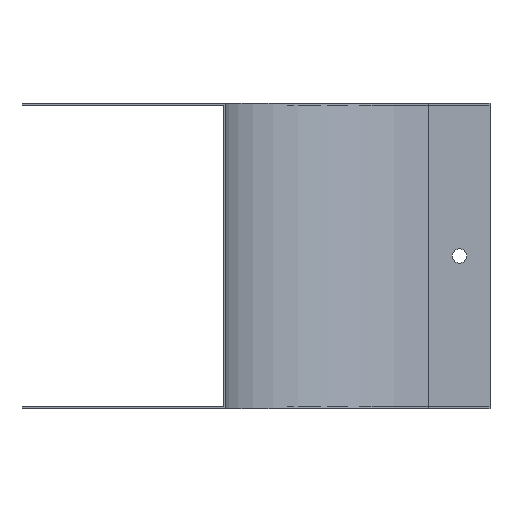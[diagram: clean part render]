
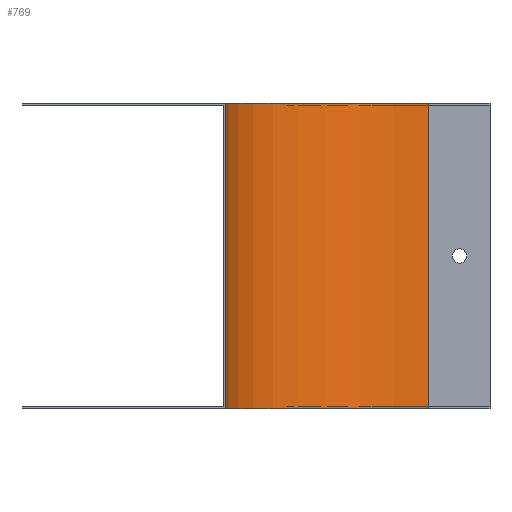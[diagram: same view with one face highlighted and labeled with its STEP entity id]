
A CAD part, front view. The second image highlights one B-rep face of the part: STEP entity #769.
In plain terms, the highlighted cylindrical face has radius 100 mm (diameter 200 mm), a partial arc.
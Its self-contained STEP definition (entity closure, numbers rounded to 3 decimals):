
#227 = DIRECTION ( 'NONE',  ( -1., 0., 0. ) ) ;
#232 = DIRECTION ( 'NONE',  ( 0., 0., -1. ) ) ;
#234 = CARTESIAN_POINT ( 'NONE',  ( 200., 30., 0.8 ) ) ;
#324 = CARTESIAN_POINT ( 'NONE',  ( 200., 130., 0.8 ) ) ;
#325 = CARTESIAN_POINT ( 'NONE',  ( 200., 130., -149.2 ) ) ;
#357 = CARTESIAN_POINT ( 'NONE',  ( 100., 30., -149.2 ) ) ;
#359 = CARTESIAN_POINT ( 'NONE',  ( 100., 30., 0.8 ) ) ;
#391 = CARTESIAN_POINT ( 'NONE',  ( 200., 30., 0.8 ) ) ;
#392 = DIRECTION ( 'NONE',  ( 0., 0., -1. ) ) ;
#393 = DIRECTION ( 'NONE',  ( 1., 0., 0. ) ) ;
#396 = EDGE_CURVE ( 'NONE', #1632, #1633, #1668, .T. ) ;
#716 = EDGE_LOOP ( 'NONE', ( #735, #734, #733, #732 ) ) ;
#732 = ORIENTED_EDGE ( 'NONE', *, *, #1806, .F. ) ;
#733 = ORIENTED_EDGE ( 'NONE', *, *, #396, .F. ) ;
#734 = ORIENTED_EDGE ( 'NONE', *, *, #1817, .T. ) ;
#735 = ORIENTED_EDGE ( 'NONE', *, *, #897, .T. ) ;
#769 = ADVANCED_FACE ( 'NONE', ( #1074 ), #1078, .F. ) ;
#790 = CARTESIAN_POINT ( 'NONE',  ( 100., 30., 0.8 ) ) ;
#791 = DIRECTION ( 'NONE',  ( 0., 0., -1. ) ) ;
#897 = EDGE_CURVE ( 'NONE', #1667, #1665, #1106, .T. ) ;
#925 = CARTESIAN_POINT ( 'NONE',  ( 200., 30., -149.2 ) ) ;
#926 = DIRECTION ( 'NONE',  ( 0., 0., -1. ) ) ;
#927 = DIRECTION ( 'NONE',  ( 1., 0., 0. ) ) ;
#1074 = FACE_OUTER_BOUND ( 'NONE', #716, .T. ) ;
#1078 = CYLINDRICAL_SURFACE ( 'NONE', #1453, 100. ) ;
#1106 = LINE ( 'NONE', #790, #1108 ) ;
#1108 = VECTOR ( 'NONE', #791, 1000. ) ;
#1347 = CIRCLE ( 'NONE', #1438, 100. ) ;
#1365 = CIRCLE ( 'NONE', #1433, 100. ) ;
#1404 = DIRECTION ( 'NONE',  ( 0., 0., -1. ) ) ;
#1406 = CARTESIAN_POINT ( 'NONE',  ( 200., 130., 0.8 ) ) ;
#1433 = AXIS2_PLACEMENT_3D ( 'NONE', #925, #926, #927 ) ;
#1438 = AXIS2_PLACEMENT_3D ( 'NONE', #391, #392, #393 ) ;
#1453 = AXIS2_PLACEMENT_3D ( 'NONE', #234, #232, #227 ) ;
#1632 = VERTEX_POINT ( 'NONE', #324 ) ;
#1633 = VERTEX_POINT ( 'NONE', #325 ) ;
#1665 = VERTEX_POINT ( 'NONE', #357 ) ;
#1667 = VERTEX_POINT ( 'NONE', #359 ) ;
#1668 = LINE ( 'NONE', #1406, #1675 ) ;
#1675 = VECTOR ( 'NONE', #1404, 1000. ) ;
#1806 = EDGE_CURVE ( 'NONE', #1667, #1632, #1347, .T. ) ;
#1817 = EDGE_CURVE ( 'NONE', #1665, #1633, #1365, .T. ) ;
